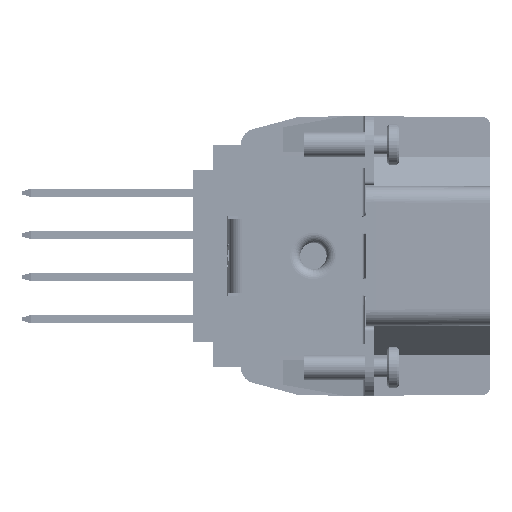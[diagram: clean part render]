
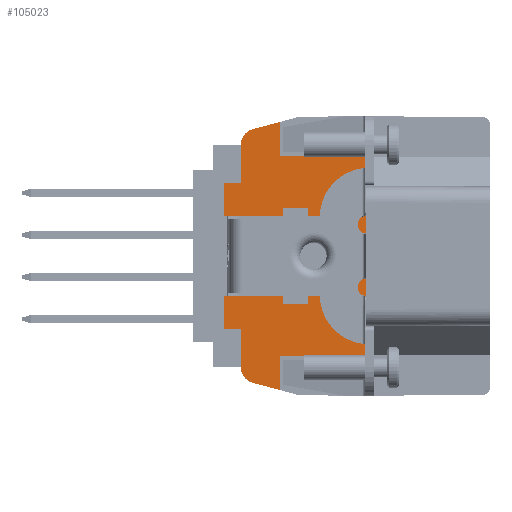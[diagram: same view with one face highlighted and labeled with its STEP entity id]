
A CAD part, left-side view. The second image highlights one B-rep face of the part: STEP entity #105023.
In plain terms, the highlighted planar face has unit normal (-1, 0.005, 0).
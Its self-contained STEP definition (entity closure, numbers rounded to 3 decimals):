
#19796=CARTESIAN_POINT('',(-45.174,19.,-1.442));
#19797=CARTESIAN_POINT('',(-45.175,18.711,
-0.961));
#19798=CARTESIAN_POINT('',(-45.176,18.489,0.));
#19799=CARTESIAN_POINT('',(-45.175,18.711,
0.961));
#19800=CARTESIAN_POINT('',(-45.174,19.,1.442));
#19802=DIRECTION('',(0.,0.,-1.));
#19803=VECTOR('',#19802,3.368);
#19804=CARTESIAN_POINT('',(-45.174,19.,4.81));
#19805=LINE('',#19804,#19803);
#19806=DIRECTION('',(0.005,1.,0.005));
#19807=VECTOR('',#19806,13.2);
#19808=CARTESIAN_POINT('',(-45.174,19.,4.81));
#19809=LINE('',#19808,#19807);
#19810=DIRECTION('',(0.,0.,-1.));
#19811=VECTOR('',#19810,3.92);
#19812=CARTESIAN_POINT('',(-45.105,32.2,8.8));
#19813=LINE('',#19812,#19811);
#19814=DIRECTION('',(0.005,1.,0.));
#19815=VECTOR('',#19814,2.);
#19816=CARTESIAN_POINT('',(-45.115,30.2,8.8));
#19817=LINE('',#19816,#19815);
#19818=DIRECTION('',(0.,0.,-1.));
#19819=VECTOR('',#19818,4.636);
#19820=CARTESIAN_POINT('',(-45.115,30.2,13.436));
#19821=LINE('',#19820,#19819);
#19822=CARTESIAN_POINT('',(-45.115,30.2,13.436));
#19823=CARTESIAN_POINT('',(-45.115,30.2,13.948));
#19824=CARTESIAN_POINT('',(-45.117,29.868,
14.716));
#19825=CARTESIAN_POINT('',(-45.12,29.212,
15.236));
#19826=CARTESIAN_POINT('',(-45.123,28.718,
15.368));
#19828=DIRECTION('',(0.005,0.966,-0.259));
#19829=VECTOR('',#19828,3.435);
#19830=CARTESIAN_POINT('',(-45.14,25.4,16.257));
#19831=LINE('',#19830,#19829);
#19832=DIRECTION('',(0.,0.,-1.));
#19833=VECTOR('',#19832,4.174);
#19834=CARTESIAN_POINT('',(-45.14,25.4,16.257));
#19835=LINE('',#19834,#19833);
#19836=DIRECTION('',(0.005,1.,-0.005));
#19837=VECTOR('',#19836,1.3);
#19838=CARTESIAN_POINT('',(-45.207,12.7,4.106));
#19839=LINE('',#19838,#19837);
#19840=DIRECTION('',(0.,0.,1.));
#19841=VECTOR('',#19840,8.212);
#19842=CARTESIAN_POINT('',(-45.207,12.7,-4.106));
#19843=LINE('',#19842,#19841);
#19844=DIRECTION('',(0.,0.,-1.));
#19845=VECTOR('',#19844,4.174);
#19846=CARTESIAN_POINT('',(-45.14,25.4,-12.083));
#19847=LINE('',#19846,#19845);
#19848=DIRECTION('',(0.005,0.966,0.259));
#19849=VECTOR('',#19848,3.435);
#19850=CARTESIAN_POINT('',(-45.14,25.4,-16.257));
#19851=LINE('',#19850,#19849);
#19852=CARTESIAN_POINT('',(-45.123,28.718,
-15.368));
#19853=CARTESIAN_POINT('',(-45.12,29.212,
-15.236));
#19854=CARTESIAN_POINT('',(-45.117,29.868,
-14.716));
#19855=CARTESIAN_POINT('',(-45.115,30.2,-13.948));
#19856=CARTESIAN_POINT('',(-45.115,30.2,-13.436));
#19858=DIRECTION('',(0.,0.,-1.));
#19859=VECTOR('',#19858,4.636);
#19860=CARTESIAN_POINT('',(-45.115,30.2,-8.8));
#19861=LINE('',#19860,#19859);
#19862=DIRECTION('',(0.005,1.,0.));
#19863=VECTOR('',#19862,2.);
#19864=CARTESIAN_POINT('',(-45.115,30.2,-8.8));
#19865=LINE('',#19864,#19863);
#19866=DIRECTION('',(0.,0.,-1.));
#19867=VECTOR('',#19866,3.92);
#19868=CARTESIAN_POINT('',(-45.105,32.2,-4.88));
#19869=LINE('',#19868,#19867);
#19870=DIRECTION('',(-0.005,-1.,0.005));
#19871=VECTOR('',#19870,13.2);
#19872=CARTESIAN_POINT('',(-45.105,32.2,-4.88));
#19873=LINE('',#19872,#19871);
#19874=DIRECTION('',(0.,0.,-1.));
#19875=VECTOR('',#19874,3.368);
#19876=CARTESIAN_POINT('',(-45.174,19.,-1.442));
#19877=LINE('',#19876,#19875);
#20588=DIRECTION('',(0.,0.,-1.));
#20589=VECTOR('',#20588,7.924);
#20590=CARTESIAN_POINT('',(-45.2,14.,-4.099));
#20591=LINE('',#20590,#20589);
#20608=DIRECTION('',(0.,0.,-1.));
#20609=VECTOR('',#20608,7.924);
#20610=CARTESIAN_POINT('',(-45.2,14.,
12.023));
#20611=LINE('',#20610,#20609);
#21124=DIRECTION('',(0.005,1.,0.005));
#21125=VECTOR('',#21124,1.3);
#21126=CARTESIAN_POINT('',(-45.207,12.7,-4.106));
#21127=LINE('',#21126,#21125);
#27720=DIRECTION('',(-0.005,-1.,0.005));
#27721=VECTOR('',#27720,11.4);
#27722=CARTESIAN_POINT('',(-45.14,25.4,-12.083));
#27723=LINE('',#27722,#27721);
#27748=DIRECTION('',(0.005,1.,0.005));
#27749=VECTOR('',#27748,11.4);
#27750=CARTESIAN_POINT('',(-45.2,14.,
12.023));
#27751=LINE('',#27750,#27749);
#68654=CARTESIAN_POINT('',(-45.14,25.4,16.257));
#68655=CARTESIAN_POINT('',(-45.123,28.718,
15.368));
#68656=VERTEX_POINT('',#68654);
#68657=VERTEX_POINT('',#68655);
#68658=VERTEX_POINT('',#19822);
#68659=CARTESIAN_POINT('',(-45.115,30.2,8.8));
#68660=CARTESIAN_POINT('',(-45.105,32.2,8.8));
#68661=VERTEX_POINT('',#68659);
#68662=VERTEX_POINT('',#68660);
#68663=VERTEX_POINT('',#19852);
#68664=VERTEX_POINT('',#19856);
#68665=CARTESIAN_POINT('',(-45.14,25.4,-16.257));
#68666=VERTEX_POINT('',#68665);
#68667=CARTESIAN_POINT('',(-45.115,30.2,-8.8));
#68668=VERTEX_POINT('',#68667);
#68669=CARTESIAN_POINT('',(-45.105,32.2,-8.8));
#68670=VERTEX_POINT('',#68669);
#68671=CARTESIAN_POINT('',(-45.14,25.4,-12.083));
#68672=VERTEX_POINT('',#68671);
#68673=CARTESIAN_POINT('',(-45.14,25.4,12.083));
#68674=VERTEX_POINT('',#68673);
#68675=CARTESIAN_POINT('',(-45.105,32.2,4.88));
#68676=VERTEX_POINT('',#68675);
#68677=CARTESIAN_POINT('',(-45.105,32.2,-4.88));
#68678=VERTEX_POINT('',#68677);
#68679=CARTESIAN_POINT('',(-45.207,12.7,-4.106));
#68680=CARTESIAN_POINT('',(-45.207,12.7,4.106));
#68681=VERTEX_POINT('',#68679);
#68682=VERTEX_POINT('',#68680);
#68684=CARTESIAN_POINT('',(-45.2,14.,4.099));
#68686=VERTEX_POINT('',#68684);
#68687=CARTESIAN_POINT('',(-45.2,14.,-4.099));
#68689=VERTEX_POINT('',#68687);
#68691=CARTESIAN_POINT('',(-45.2,14.,
-12.023));
#68692=VERTEX_POINT('',#68691);
#68693=CARTESIAN_POINT('',(-45.2,14.,
12.023));
#68694=VERTEX_POINT('',#68693);
#69409=CARTESIAN_POINT('',(-45.174,19.,4.81));
#69410=VERTEX_POINT('',#69409);
#69411=CARTESIAN_POINT('',(-45.174,19.,-4.81));
#69412=VERTEX_POINT('',#69411);
#79713=VERTEX_POINT('',#19796);
#79714=VERTEX_POINT('',#19800);
#104972=CARTESIAN_POINT('',(-45.2,14.,17.459));
#104973=DIRECTION('',(-1.,0.005,0.));
#104974=DIRECTION('',(0.,0.,1.));
#104975=AXIS2_PLACEMENT_3D('',#104972,#104973,#104974);
#104976=PLANE('',#104975);
#104978=ORIENTED_EDGE('',*,*,#104977,.T.);
#104980=ORIENTED_EDGE('',*,*,#104979,.F.);
#104982=ORIENTED_EDGE('',*,*,#104981,.T.);
#104984=ORIENTED_EDGE('',*,*,#104983,.F.);
#104986=ORIENTED_EDGE('',*,*,#104985,.F.);
#104987=ORIENTED_EDGE('',*,*,#98538,.F.);
#104989=ORIENTED_EDGE('',*,*,#104988,.T.);
#104991=ORIENTED_EDGE('',*,*,#104990,.F.);
#104993=ORIENTED_EDGE('',*,*,#104992,.T.);
#104995=ORIENTED_EDGE('',*,*,#104994,.F.);
#104997=ORIENTED_EDGE('',*,*,#104996,.T.);
#104999=ORIENTED_EDGE('',*,*,#104998,.F.);
#105001=ORIENTED_EDGE('',*,*,#105000,.F.);
#105003=ORIENTED_EDGE('',*,*,#105002,.T.);
#105005=ORIENTED_EDGE('',*,*,#105004,.T.);
#105007=ORIENTED_EDGE('',*,*,#105006,.F.);
#105009=ORIENTED_EDGE('',*,*,#105008,.T.);
#105010=ORIENTED_EDGE('',*,*,#104936,.T.);
#105011=ORIENTED_EDGE('',*,*,#104966,.T.);
#105012=ORIENTED_EDGE('',*,*,#98561,.F.);
#105014=ORIENTED_EDGE('',*,*,#105013,.T.);
#105016=ORIENTED_EDGE('',*,*,#105015,.F.);
#105018=ORIENTED_EDGE('',*,*,#105017,.T.);
#105020=ORIENTED_EDGE('',*,*,#105019,.F.);
#105021=EDGE_LOOP('',(#104978,#104980,#104982,#104984,#104986,#104987,#104989,
#104991,#104993,#104995,#104997,#104999,#105001,#105003,#105005,#105007,#105009,
#105010,#105011,#105012,#105014,#105016,#105018,#105020));
#105022=FACE_OUTER_BOUND('',#105021,.F.);
#105023=ADVANCED_FACE('',(#105022),#104976,.T.);
#19801=B_SPLINE_CURVE_WITH_KNOTS('',3,(#19796,#19797,#19798,#19799,#19800),
.UNSPECIFIED.,.F.,.F.,(4,1,4),(0.,0.5,1.),.UNSPECIFIED.);
#19827=B_SPLINE_CURVE_WITH_KNOTS('',3,(#19822,#19823,#19824,#19825,#19826),
.UNSPECIFIED.,.F.,.F.,(4,1,4),(0.,0.5,1.),.UNSPECIFIED.);
#19857=B_SPLINE_CURVE_WITH_KNOTS('',3,(#19852,#19853,#19854,#19855,#19856),
.UNSPECIFIED.,.F.,.F.,(4,1,4),(0.,0.5,1.),.UNSPECIFIED.);
#98538=EDGE_CURVE('',#68658,#68661,#19821,.T.);
#98561=EDGE_CURVE('',#68668,#68664,#19861,.T.);
#104936=EDGE_CURVE('',#68666,#68663,#19851,.T.);
#104966=EDGE_CURVE('',#68663,#68664,#19857,.T.);
#104977=EDGE_CURVE('',#79713,#79714,#19801,.T.);
#104979=EDGE_CURVE('',#69410,#79714,#19805,.T.);
#104981=EDGE_CURVE('',#69410,#68676,#19809,.T.);
#104983=EDGE_CURVE('',#68662,#68676,#19813,.T.);
#104985=EDGE_CURVE('',#68661,#68662,#19817,.T.);
#104988=EDGE_CURVE('',#68658,#68657,#19827,.T.);
#104990=EDGE_CURVE('',#68656,#68657,#19831,.T.);
#104992=EDGE_CURVE('',#68656,#68674,#19835,.T.);
#104994=EDGE_CURVE('',#68694,#68674,#27751,.T.);
#104996=EDGE_CURVE('',#68694,#68686,#20611,.T.);
#104998=EDGE_CURVE('',#68682,#68686,#19839,.T.);
#105000=EDGE_CURVE('',#68681,#68682,#19843,.T.);
#105002=EDGE_CURVE('',#68681,#68689,#21127,.T.);
#105004=EDGE_CURVE('',#68689,#68692,#20591,.T.);
#105006=EDGE_CURVE('',#68672,#68692,#27723,.T.);
#105008=EDGE_CURVE('',#68672,#68666,#19847,.T.);
#105013=EDGE_CURVE('',#68668,#68670,#19865,.T.);
#105015=EDGE_CURVE('',#68678,#68670,#19869,.T.);
#105017=EDGE_CURVE('',#68678,#69412,#19873,.T.);
#105019=EDGE_CURVE('',#79713,#69412,#19877,.T.);
